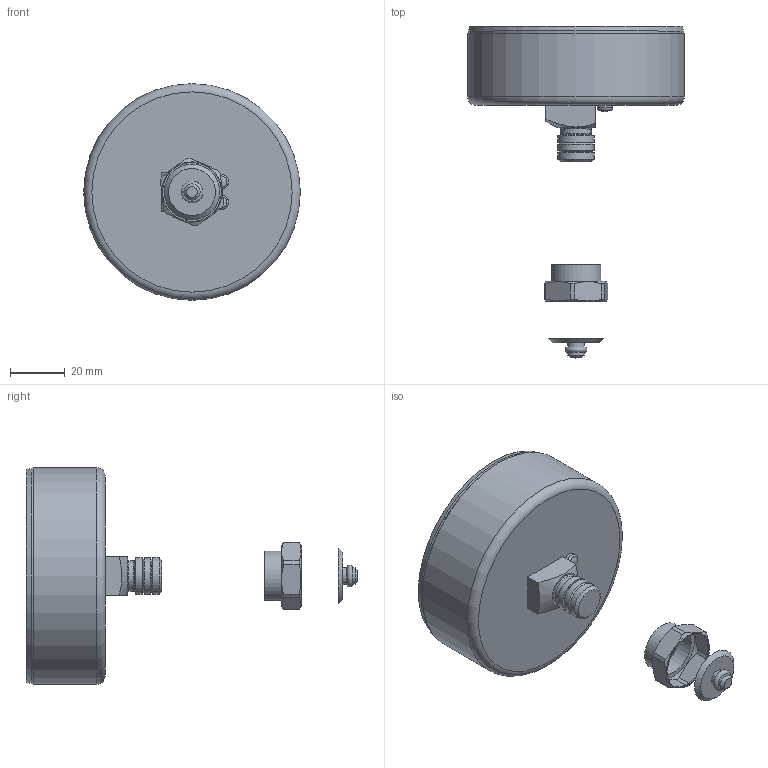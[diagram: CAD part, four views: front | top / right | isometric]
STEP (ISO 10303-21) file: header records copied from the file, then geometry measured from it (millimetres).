
FILE_DESCRIPTION(/* description */ (''),/* implementation_level */ '2;1');
FILE_NAME(/* name */ '63341.stp',/* time_stamp */ '2021-09-08T09:38:11+02:00',/* author */ ('ama'),/* organization */ (''),/* preprocessor_version */ 'ST-DEVELOPER v18',/* originating_system */ 'Autodesk Inventor 2020',/* authorisation */ '');
FILE_SCHEMA (('AUTOMOTIVE_DESIGN { 1 0 10303 214 3 1 1 }'));
Length unit declared in the file: millimetre
Products named in the file (1): 63341_Shrinkwrap
Bounding box: 79 x 121 x 79 mm (x, y, z)
Volume: 153949.3 mm3; surface area: 20531.7 mm2
Topology: 2 solids, 2 shells, 68 faces, 173 edges, 123 vertices
Faces by surface type: plane 26, cylinder 18, cone 15, torus 7, sphere 2
Full cylindrical faces by diameter (mm): 5.9 x2, 10.4 x2, 11 x1, 13.16 x2, 13.2 x1, 18 x1, 21.5 x1, 78.5 x1, 79 x1
Entity records: 2169 total; most frequent: CARTESIAN_POINT 403, DIRECTION 399, ORIENTED_EDGE 346, AXIS2_PLACEMENT_3D 176, EDGE_CURVE 173, VERTEX_POINT 123, CIRCLE 107, EDGE_LOOP 82
